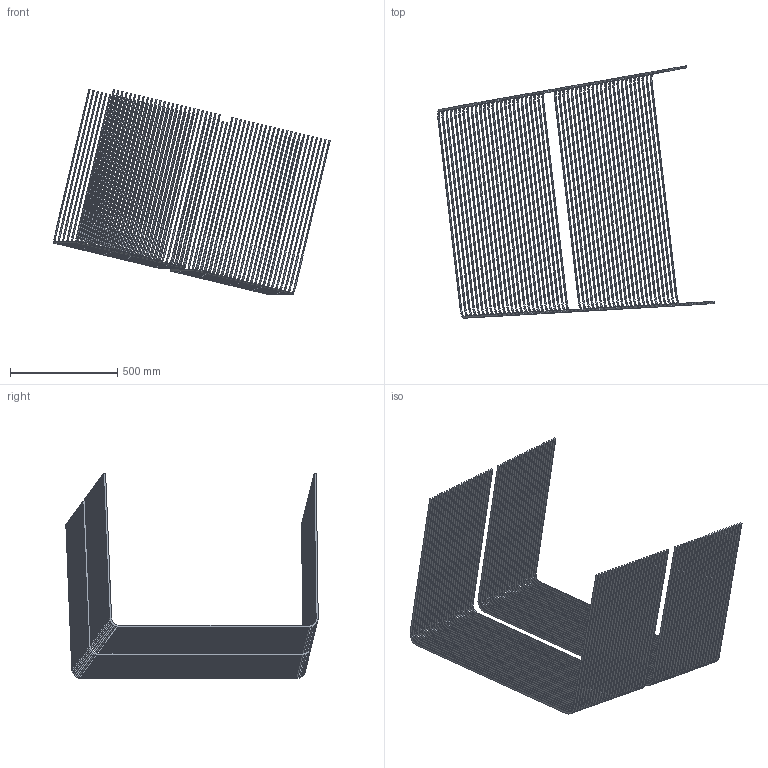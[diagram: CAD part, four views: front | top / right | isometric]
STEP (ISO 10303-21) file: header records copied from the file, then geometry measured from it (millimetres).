
FILE_DESCRIPTION(('FreeCAD Model'),'2;1');
FILE_NAME('detailed_HCLL/step/first_wall_coolant_sample_envelope_2.step' ,'2018-04-17T15:57:04',('FreeCAD'),('FreeCAD'), 'Open CASCADE STEP processor 7.1','FreeCAD','Unknown');
FILE_SCHEMA(('AUTOMOTIVE_DESIGN_CC2 { 1 2 10303 214 -1 1 5 4 }'));
Length unit declared in the file: millimetre
Products named in the file (51): Open CASCADE STEP translator 7.1 6; Open CASCADE STEP translator 7.1 6.1; Open CASCADE STEP translator 7.1 6.2; Open CASCADE STEP translator 7.1 6.3; Open CASCADE STEP translator 7.1 6.4; Open CASCADE STEP translator 7.1 6.5; Open CASCADE STEP translator 7.1 6.6; Open CASCADE STEP translator 7.1 6.7; Open CASCADE STEP translator 7.1 6.8; Open CASCADE STEP translator 7.1 6.9; Open CASCADE STEP translator 7.1 6.10; Open CASCADE STEP translator 7.1 6.11; Open CASCADE STEP translator 7.1 6.12; Open CASCADE STEP translator 7.1 6.13; Open CASCADE STEP translator 7.1 6.14; Open CASCADE STEP translator 7.1 6.15; Open CASCADE STEP translator 7.1 6.16; Open CASCADE STEP translator 7.1 6.17; Open CASCADE STEP translator 7.1 6.18; Open CASCADE STEP translator 7.1 6.19; Open CASCADE STEP translator 7.1 6.20; Open CASCADE STEP translator 7.1 6.21; Open CASCADE STEP translator 7.1 6.22; Open CASCADE STEP translator 7.1 6.23; Open CASCADE STEP translator 7.1 6.24; Open CASCADE STEP translator 7.1 6.25; Open CASCADE STEP translator 7.1 6.26; Open CASCADE STEP translator 7.1 6.27; Open CASCADE STEP translator 7.1 6.28; Open CASCADE STEP translator 7.1 6.29; Open CASCADE STEP translator 7.1 6.30; Open CASCADE STEP translator 7.1 6.31; Open CASCADE STEP translator 7.1 6.32; Open CASCADE STEP translator 7.1 6.33; Open CASCADE STEP translator 7.1 6.34; Open CASCADE STEP translator 7.1 6.35; Open CASCADE STEP translator 7.1 6.36; Open CASCADE STEP translator 7.1 6.37; Open CASCADE STEP translator 7.1 6.38; Open CASCADE STEP translator 7.1 6.39 ...
Assembly tree (50 placements, depth 2):
  Open CASCADE STEP translator 7.1 6
    Open CASCADE STEP translator 7.1 6.1
    Open CASCADE STEP translator 7.1 6.2
    Open CASCADE STEP translator 7.1 6.3
    Open CASCADE STEP translator 7.1 6.4
    Open CASCADE STEP translator 7.1 6.5
    Open CASCADE STEP translator 7.1 6.6
    Open CASCADE STEP translator 7.1 6.7
    Open CASCADE STEP translator 7.1 6.8
    Open CASCADE STEP translator 7.1 6.9
    Open CASCADE STEP translator 7.1 6.10
    Open CASCADE STEP translator 7.1 6.11
    Open CASCADE STEP translator 7.1 6.12
    Open CASCADE STEP translator 7.1 6.13
    Open CASCADE STEP translator 7.1 6.14
    Open CASCADE STEP translator 7.1 6.15
    Open CASCADE STEP translator 7.1 6.16
    Open CASCADE STEP translator 7.1 6.17
    Open CASCADE STEP translator 7.1 6.18
    Open CASCADE STEP translator 7.1 6.19
    Open CASCADE STEP translator 7.1 6.20
    Open CASCADE STEP translator 7.1 6.21
    Open CASCADE STEP translator 7.1 6.22
    Open CASCADE STEP translator 7.1 6.23
    Open CASCADE STEP translator 7.1 6.24
    Open CASCADE STEP translator 7.1 6.25
    Open CASCADE STEP translator 7.1 6.26
    Open CASCADE STEP translator 7.1 6.27
    Open CASCADE STEP translator 7.1 6.28
    Open CASCADE STEP translator 7.1 6.29
    Open CASCADE STEP translator 7.1 6.30
    Open CASCADE STEP translator 7.1 6.31
    Open CASCADE STEP translator 7.1 6.32
    Open CASCADE STEP translator 7.1 6.33
    Open CASCADE STEP translator 7.1 6.34
    Open CASCADE STEP translator 7.1 6.35
    Open CASCADE STEP translator 7.1 6.36
    Open CASCADE STEP translator 7.1 6.37
    Open CASCADE STEP translator 7.1 6.38
    Open CASCADE STEP translator 7.1 6.39
    Open CASCADE STEP translator 7.1 6.40
    Open CASCADE STEP translator 7.1 6.41
    Open CASCADE STEP translator 7.1 6.42
    Open CASCADE STEP translator 7.1 6.43
    Open CASCADE STEP translator 7.1 6.44
    Open CASCADE STEP translator 7.1 6.45
    Open CASCADE STEP translator 7.1 6.46
    Open CASCADE STEP translator 7.1 6.47
    Open CASCADE STEP translator 7.1 6.48
    Open CASCADE STEP translator 7.1 6.49
    Open CASCADE STEP translator 7.1 6.50
Bounding box: 1286.5 x 1174.05 x 955.05 mm (x, y, z)
Volume: 6385290.4 mm3; surface area: 3738147.8 mm2
Topology: 50 solids, 50 shells, 700 faces, 1800 edges, 1200 vertices
Faces by surface type: plane 500, cylinder 200
Entity records: 45816 total; most frequent: CARTESIAN_POINT 12551, DIRECTION 4902, ORIENTED_EDGE 3600, PCURVE 3600, DEFINITIONAL_REPRESENTATION 3600, B_SPLINE_CURVE_WITH_KNOTS 2400, LINE 2200, VECTOR 2200
